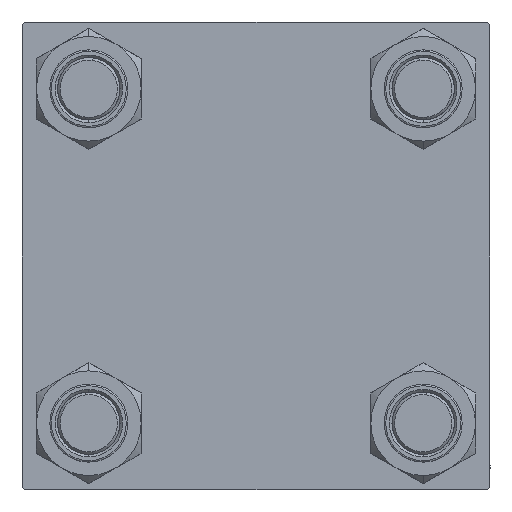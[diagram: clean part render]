
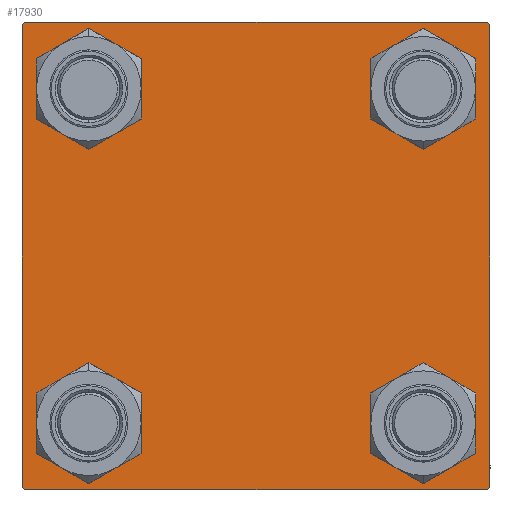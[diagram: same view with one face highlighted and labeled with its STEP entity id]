
A CAD part, left-side view. The second image highlights one B-rep face of the part: STEP entity #17930.
In plain terms, the highlighted planar face has unit normal (-1, 0, 0).
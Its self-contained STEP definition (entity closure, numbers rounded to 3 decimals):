
#626 = DIRECTION ( 'NONE',  ( 0., 0.707, 0.707 ) ) ;
#1124 = DIRECTION ( 'NONE',  ( 0., -0.707, 0.707 ) ) ;
#1314 = CIRCLE ( 'NONE', #33722, 6.5 ) ;
#1611 = ORIENTED_EDGE ( 'NONE', *, *, #18272, .T. ) ;
#1637 = ORIENTED_EDGE ( 'NONE', *, *, #49095, .T. ) ;
#2316 = FACE_BOUND ( 'NONE', #11095, .T. ) ;
#2383 = VERTEX_POINT ( 'NONE', #34356 ) ;
#2435 = CARTESIAN_POINT ( 'NONE',  ( 0., -32.15, -25.65 ) ) ;
#3391 = VECTOR ( 'NONE', #21509, 1000. ) ;
#3831 = CIRCLE ( 'NONE', #33025, 6.5 ) ;
#4000 = ORIENTED_EDGE ( 'NONE', *, *, #35711, .T. ) ;
#4042 = CARTESIAN_POINT ( 'NONE',  ( 0., -32.15, 25.65 ) ) ;
#4155 = VECTOR ( 'NONE', #1124, 1000. ) ;
#4608 = EDGE_LOOP ( 'NONE', ( #26165, #31488 ) ) ;
#5732 = DIRECTION ( 'NONE',  ( 0., 0., 1. ) ) ;
#5776 = CIRCLE ( 'NONE', #15481, 6.5 ) ;
#5778 = DIRECTION ( 'NONE',  ( 1., 0., 0. ) ) ;
#5988 = AXIS2_PLACEMENT_3D ( 'NONE', #40461, #21205, #5732 ) ;
#6298 = CARTESIAN_POINT ( 'NONE',  ( 0., 44.75, -44.75 ) ) ;
#6357 = FACE_BOUND ( 'NONE', #9406, .T. ) ;
#6422 = VERTEX_POINT ( 'NONE', #30143 ) ;
#6711 = DIRECTION ( 'NONE',  ( 0., 0.707, -0.707 ) ) ;
#6900 = ORIENTED_EDGE ( 'NONE', *, *, #46575, .T. ) ;
#7127 = CARTESIAN_POINT ( 'NONE',  ( 0., 32.15, -32.15 ) ) ;
#8217 = ORIENTED_EDGE ( 'NONE', *, *, #15136, .T. ) ;
#8400 = DIRECTION ( 'NONE',  ( 0., 0., 1. ) ) ;
#8742 = VERTEX_POINT ( 'NONE', #4042 ) ;
#9345 = CARTESIAN_POINT ( 'NONE',  ( 0., 45., 45. ) ) ;
#9348 = AXIS2_PLACEMENT_3D ( 'NONE', #17656, #32389, #17410 ) ;
#9406 = EDGE_LOOP ( 'NONE', ( #1637, #8217 ) ) ;
#10144 = ORIENTED_EDGE ( 'NONE', *, *, #13451, .F. ) ;
#10519 = LINE ( 'NONE', #48805, #49256 ) ;
#10559 = CARTESIAN_POINT ( 'NONE',  ( 0., -32.15, -38.65 ) ) ;
#10696 = DIRECTION ( 'NONE',  ( 1., 0., 0. ) ) ;
#10761 = CARTESIAN_POINT ( 'NONE',  ( 0., -32.15, 38.65 ) ) ;
#11075 = CIRCLE ( 'NONE', #32967, 6.5 ) ;
#11095 = EDGE_LOOP ( 'NONE', ( #42108, #43535 ) ) ;
#11208 = CARTESIAN_POINT ( 'NONE',  ( 0., 32.15, 25.65 ) ) ;
#11675 = CIRCLE ( 'NONE', #5988, 6.5 ) ;
#12047 = CARTESIAN_POINT ( 'NONE',  ( 0., -44.75, 44.75 ) ) ;
#12125 = EDGE_LOOP ( 'NONE', ( #6900, #1611, #31840, #43096, #24429, #42027, #10144, #18405 ) ) ;
#13451 = EDGE_CURVE ( 'NONE', #31000, #14509, #49746, .T. ) ;
#13652 = VERTEX_POINT ( 'NONE', #34247 ) ;
#13975 = DIRECTION ( 'NONE',  ( 0., 0., 1. ) ) ;
#14509 = VERTEX_POINT ( 'NONE', #39414 ) ;
#14671 = CARTESIAN_POINT ( 'NONE',  ( 0., 32.15, 32.15 ) ) ;
#14681 = CIRCLE ( 'NONE', #36565, 6.5 ) ;
#14772 = CARTESIAN_POINT ( 'NONE',  ( 0., 45., 45. ) ) ;
#15114 = VERTEX_POINT ( 'NONE', #39720 ) ;
#15136 = EDGE_CURVE ( 'NONE', #26908, #13652, #11675, .T. ) ;
#15481 = AXIS2_PLACEMENT_3D ( 'NONE', #7127, #10696, #25659 ) ;
#16524 = DIRECTION ( 'NONE',  ( 1., 0., 0. ) ) ;
#16638 = VECTOR ( 'NONE', #20754, 1000. ) ;
#16864 = VERTEX_POINT ( 'NONE', #11208 ) ;
#17219 = LINE ( 'NONE', #9345, #3391 ) ;
#17410 = DIRECTION ( 'NONE',  ( 0., 0., 1. ) ) ;
#17656 = CARTESIAN_POINT ( 'NONE',  ( 0., 32.15, 32.15 ) ) ;
#17786 = DIRECTION ( 'NONE',  ( -1., 0., 0. ) ) ;
#17930 = ADVANCED_FACE ( 'NONE', ( #37059, #2316, #6357, #41083, #40583 ), #40337, .T. ) ;
#18082 = DIRECTION ( 'NONE',  ( 1., 0., 0. ) ) ;
#18087 = DIRECTION ( 'NONE',  ( 0., -1., 0. ) ) ;
#18272 = EDGE_CURVE ( 'NONE', #22533, #2383, #32951, .T. ) ;
#18405 = ORIENTED_EDGE ( 'NONE', *, *, #34161, .T. ) ;
#18603 = EDGE_CURVE ( 'NONE', #16864, #35974, #36912, .T. ) ;
#20754 = DIRECTION ( 'NONE',  ( 0., -0.707, -0.707 ) ) ;
#21205 = DIRECTION ( 'NONE',  ( 1., 0., 0. ) ) ;
#21509 = DIRECTION ( 'NONE',  ( 0., 0., -1. ) ) ;
#21822 = CARTESIAN_POINT ( 'NONE',  ( 0., 0., 0. ) ) ;
#21851 = ORIENTED_EDGE ( 'NONE', *, *, #18603, .T. ) ;
#22533 = VERTEX_POINT ( 'NONE', #24608 ) ;
#22919 = VECTOR ( 'NONE', #18087, 1000. ) ;
#23380 = DIRECTION ( 'NONE',  ( 0., 0., -1. ) ) ;
#23691 = EDGE_CURVE ( 'NONE', #8742, #42888, #1314, .T. ) ;
#24429 = ORIENTED_EDGE ( 'NONE', *, *, #27491, .F. ) ;
#24608 = CARTESIAN_POINT ( 'NONE',  ( 0., 45., -44.5 ) ) ;
#25045 = CARTESIAN_POINT ( 'NONE',  ( 0., -32.15, 32.15 ) ) ;
#25659 = DIRECTION ( 'NONE',  ( 0., 0., 1. ) ) ;
#26091 = VECTOR ( 'NONE', #48135, 1000. ) ;
#26097 = EDGE_CURVE ( 'NONE', #36836, #34893, #11075, .T. ) ;
#26165 = ORIENTED_EDGE ( 'NONE', *, *, #34583, .T. ) ;
#26908 = VERTEX_POINT ( 'NONE', #47323 ) ;
#27237 = EDGE_CURVE ( 'NONE', #49708, #14509, #27508, .T. ) ;
#27331 = DIRECTION ( 'NONE',  ( 0., 0., 1. ) ) ;
#27409 = CIRCLE ( 'NONE', #28929, 6.5 ) ;
#27491 = EDGE_CURVE ( 'NONE', #49708, #33312, #43146, .T. ) ;
#27508 = LINE ( 'NONE', #12047, #34625 ) ;
#28179 = CARTESIAN_POINT ( 'NONE',  ( 0., -32.15, -32.15 ) ) ;
#28378 = CARTESIAN_POINT ( 'NONE',  ( 0., 45., -45. ) ) ;
#28929 = AXIS2_PLACEMENT_3D ( 'NONE', #25045, #5778, #29116 ) ;
#29116 = DIRECTION ( 'NONE',  ( 0., 0., 1. ) ) ;
#29299 = CARTESIAN_POINT ( 'NONE',  ( 0., -45., 44.5 ) ) ;
#30143 = CARTESIAN_POINT ( 'NONE',  ( 0., -44.5, -45. ) ) ;
#31000 = VERTEX_POINT ( 'NONE', #44305 ) ;
#31405 = CARTESIAN_POINT ( 'NONE',  ( 0., 32.15, 38.65 ) ) ;
#31488 = ORIENTED_EDGE ( 'NONE', *, *, #23691, .T. ) ;
#31840 = ORIENTED_EDGE ( 'NONE', *, *, #46533, .T. ) ;
#32039 = DIRECTION ( 'NONE',  ( 0., 0., 1. ) ) ;
#32389 = DIRECTION ( 'NONE',  ( 1., 0., 0. ) ) ;
#32810 = DIRECTION ( 'NONE',  ( 0., 0., 1. ) ) ;
#32951 = LINE ( 'NONE', #6298, #16638 ) ;
#32967 = AXIS2_PLACEMENT_3D ( 'NONE', #28179, #16524, #8400 ) ;
#33025 = AXIS2_PLACEMENT_3D ( 'NONE', #14671, #42023, #27331 ) ;
#33312 = VERTEX_POINT ( 'NONE', #44489 ) ;
#33722 = AXIS2_PLACEMENT_3D ( 'NONE', #43936, #18082, #32810 ) ;
#33848 = CARTESIAN_POINT ( 'NONE',  ( 0., -32.15, -32.15 ) ) ;
#34161 = EDGE_CURVE ( 'NONE', #31000, #15114, #10519, .T. ) ;
#34247 = CARTESIAN_POINT ( 'NONE',  ( 0., 32.15, -25.65 ) ) ;
#34356 = CARTESIAN_POINT ( 'NONE',  ( 0., 44.5, -45. ) ) ;
#34583 = EDGE_CURVE ( 'NONE', #42888, #8742, #27409, .T. ) ;
#34625 = VECTOR ( 'NONE', #626, 1000. ) ;
#34893 = VERTEX_POINT ( 'NONE', #2435 ) ;
#35711 = EDGE_CURVE ( 'NONE', #35974, #16864, #3831, .T. ) ;
#35974 = VERTEX_POINT ( 'NONE', #31405 ) ;
#36492 = LINE ( 'NONE', #28378, #26091 ) ;
#36565 = AXIS2_PLACEMENT_3D ( 'NONE', #33848, #42921, #32039 ) ;
#36836 = VERTEX_POINT ( 'NONE', #10559 ) ;
#36912 = CIRCLE ( 'NONE', #9348, 6.5 ) ;
#37059 = FACE_BOUND ( 'NONE', #4608, .T. ) ;
#39414 = CARTESIAN_POINT ( 'NONE',  ( 0., -44.5, 45. ) ) ;
#39465 = VECTOR ( 'NONE', #23380, 1000. ) ;
#39652 = LINE ( 'NONE', #46755, #4155 ) ;
#39720 = CARTESIAN_POINT ( 'NONE',  ( 0., 45., 44.5 ) ) ;
#40337 = PLANE ( 'NONE',  #46543 ) ;
#40367 = EDGE_LOOP ( 'NONE', ( #4000, #21851 ) ) ;
#40461 = CARTESIAN_POINT ( 'NONE',  ( 0., 32.15, -32.15 ) ) ;
#40583 = FACE_OUTER_BOUND ( 'NONE', #12125, .T. ) ;
#41083 = FACE_BOUND ( 'NONE', #40367, .T. ) ;
#42023 = DIRECTION ( 'NONE',  ( 1., 0., 0. ) ) ;
#42027 = ORIENTED_EDGE ( 'NONE', *, *, #27237, .T. ) ;
#42108 = ORIENTED_EDGE ( 'NONE', *, *, #48767, .T. ) ;
#42888 = VERTEX_POINT ( 'NONE', #10761 ) ;
#42921 = DIRECTION ( 'NONE',  ( 1., 0., 0. ) ) ;
#43096 = ORIENTED_EDGE ( 'NONE', *, *, #45079, .T. ) ;
#43146 = LINE ( 'NONE', #46439, #39465 ) ;
#43535 = ORIENTED_EDGE ( 'NONE', *, *, #26097, .T. ) ;
#43936 = CARTESIAN_POINT ( 'NONE',  ( 0., -32.15, 32.15 ) ) ;
#44305 = CARTESIAN_POINT ( 'NONE',  ( 0., 44.5, 45. ) ) ;
#44489 = CARTESIAN_POINT ( 'NONE',  ( 0., -45., -44.5 ) ) ;
#45079 = EDGE_CURVE ( 'NONE', #6422, #33312, #39652, .T. ) ;
#46439 = CARTESIAN_POINT ( 'NONE',  ( 0., -45., 45. ) ) ;
#46533 = EDGE_CURVE ( 'NONE', #2383, #6422, #36492, .T. ) ;
#46543 = AXIS2_PLACEMENT_3D ( 'NONE', #21822, #17786, #13975 ) ;
#46575 = EDGE_CURVE ( 'NONE', #15114, #22533, #17219, .T. ) ;
#46755 = CARTESIAN_POINT ( 'NONE',  ( 0., -44.75, -44.75 ) ) ;
#47323 = CARTESIAN_POINT ( 'NONE',  ( 0., 32.15, -38.65 ) ) ;
#48135 = DIRECTION ( 'NONE',  ( 0., -1., 0. ) ) ;
#48767 = EDGE_CURVE ( 'NONE', #34893, #36836, #14681, .T. ) ;
#48805 = CARTESIAN_POINT ( 'NONE',  ( 0., 44.75, 44.75 ) ) ;
#49095 = EDGE_CURVE ( 'NONE', #13652, #26908, #5776, .T. ) ;
#49256 = VECTOR ( 'NONE', #6711, 1000. ) ;
#49708 = VERTEX_POINT ( 'NONE', #29299 ) ;
#49746 = LINE ( 'NONE', #14772, #22919 ) ;
